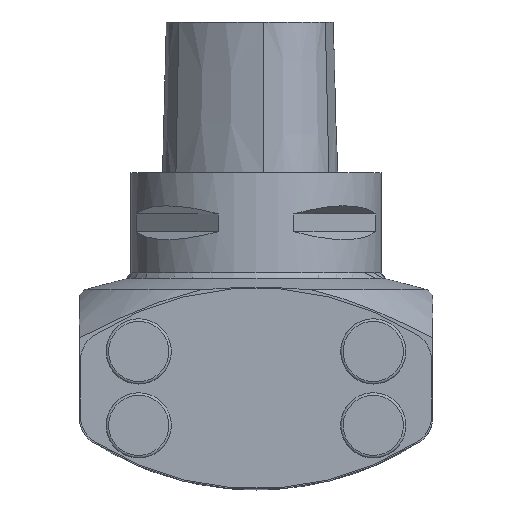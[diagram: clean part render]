
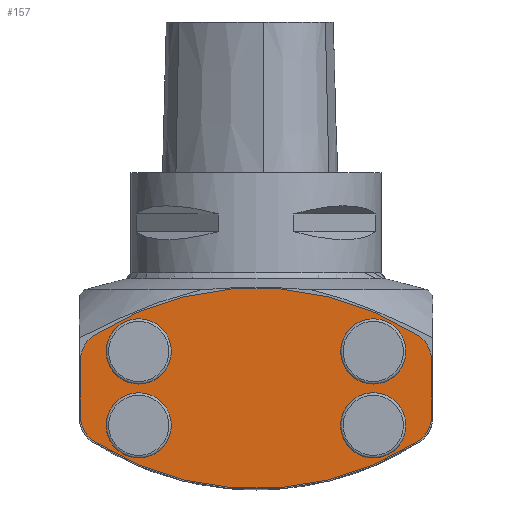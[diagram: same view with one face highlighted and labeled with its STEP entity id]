
A CAD part, left-side view. The second image highlights one B-rep face of the part: STEP entity #157.
In plain terms, the highlighted planar face has unit normal (-1, 0, 0).
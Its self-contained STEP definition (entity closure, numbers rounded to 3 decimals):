
#157=ADVANCED_FACE('',(#353,#354,#355,#356,#357),#226,.T.);
#226=PLANE('',#1121);
#257=LINE('',#1594,#305);
#258=LINE('',#1602,#306);
#305=VECTOR('',#1268,1.);
#306=VECTOR('',#1275,1.);
#353=FACE_BOUND('',#400,.T.);
#354=FACE_BOUND('',#401,.T.);
#355=FACE_BOUND('',#402,.T.);
#356=FACE_BOUND('',#403,.T.);
#357=FACE_BOUND('',#404,.T.);
#400=EDGE_LOOP('',(#496));
#401=EDGE_LOOP('',(#497));
#402=EDGE_LOOP('',(#498));
#403=EDGE_LOOP('',(#499));
#404=EDGE_LOOP('',(#500,#501,#502,#503,#504,#505,#506,#507));
#496=ORIENTED_EDGE('',*,*,#879,.F.);
#497=ORIENTED_EDGE('',*,*,#880,.F.);
#498=ORIENTED_EDGE('',*,*,#881,.F.);
#499=ORIENTED_EDGE('',*,*,#882,.F.);
#500=ORIENTED_EDGE('',*,*,#883,.T.);
#501=ORIENTED_EDGE('',*,*,#884,.T.);
#502=ORIENTED_EDGE('',*,*,#885,.T.);
#503=ORIENTED_EDGE('',*,*,#886,.T.);
#504=ORIENTED_EDGE('',*,*,#887,.T.);
#505=ORIENTED_EDGE('',*,*,#888,.T.);
#506=ORIENTED_EDGE('',*,*,#889,.T.);
#507=ORIENTED_EDGE('',*,*,#890,.T.);
#778=VERTEX_POINT('',#1580);
#779=VERTEX_POINT('',#1582);
#780=VERTEX_POINT('',#1584);
#781=VERTEX_POINT('',#1586);
#782=VERTEX_POINT('',#1588);
#783=VERTEX_POINT('',#1589);
#784=VERTEX_POINT('',#1591);
#785=VERTEX_POINT('',#1593);
#786=VERTEX_POINT('',#1595);
#787=VERTEX_POINT('',#1597);
#788=VERTEX_POINT('',#1599);
#789=VERTEX_POINT('',#1601);
#879=EDGE_CURVE('',#778,#778,#1020,.T.);
#880=EDGE_CURVE('',#779,#779,#1021,.T.);
#881=EDGE_CURVE('',#780,#780,#1022,.T.);
#882=EDGE_CURVE('',#781,#781,#1023,.T.);
#883=EDGE_CURVE('',#782,#783,#1024,.T.);
#884=EDGE_CURVE('',#783,#784,#1025,.T.);
#885=EDGE_CURVE('',#784,#785,#1026,.T.);
#886=EDGE_CURVE('',#785,#786,#257,.T.);
#887=EDGE_CURVE('',#786,#787,#1027,.T.);
#888=EDGE_CURVE('',#787,#788,#1028,.T.);
#889=EDGE_CURVE('',#788,#789,#1029,.T.);
#890=EDGE_CURVE('',#789,#782,#258,.T.);
#1020=CIRCLE('',#1111,4.);
#1021=CIRCLE('',#1112,4.);
#1022=CIRCLE('',#1113,4.);
#1023=CIRCLE('',#1114,4.);
#1024=CIRCLE('',#1115,6.);
#1025=CIRCLE('',#1116,60.);
#1026=CIRCLE('',#1117,6.);
#1027=CIRCLE('',#1118,6.);
#1028=CIRCLE('',#1119,60.);
#1029=CIRCLE('',#1120,6.);
#1111=AXIS2_PLACEMENT_3D('',#1579,#1254,#1255);
#1112=AXIS2_PLACEMENT_3D('',#1581,#1256,#1257);
#1113=AXIS2_PLACEMENT_3D('',#1583,#1258,#1259);
#1114=AXIS2_PLACEMENT_3D('',#1585,#1260,#1261);
#1115=AXIS2_PLACEMENT_3D('',#1587,#1262,#1263);
#1116=AXIS2_PLACEMENT_3D('',#1590,#1264,#1265);
#1117=AXIS2_PLACEMENT_3D('',#1592,#1266,#1267);
#1118=AXIS2_PLACEMENT_3D('',#1596,#1269,#1270);
#1119=AXIS2_PLACEMENT_3D('',#1598,#1271,#1272);
#1120=AXIS2_PLACEMENT_3D('',#1600,#1273,#1274);
#1121=AXIS2_PLACEMENT_3D('',#1603,#1276,#1277);
#1254=DIRECTION('',(-1.,0.,0.));
#1255=DIRECTION('',(0.,0.,1.));
#1256=DIRECTION('',(-1.,0.,0.));
#1257=DIRECTION('',(0.,0.,1.));
#1258=DIRECTION('',(-1.,0.,0.));
#1259=DIRECTION('',(0.,0.,1.));
#1260=DIRECTION('',(-1.,0.,0.));
#1261=DIRECTION('',(0.,0.,1.));
#1262=DIRECTION('',(-1.,0.,0.));
#1263=DIRECTION('',(0.,0.,-1.));
#1264=DIRECTION('',(-1.,0.,0.));
#1265=DIRECTION('',(0.,0.,-1.));
#1266=DIRECTION('',(-1.,0.,0.));
#1267=DIRECTION('',(0.,0.,-1.));
#1268=DIRECTION('',(0.,0.,1.));
#1269=DIRECTION('',(-1.,0.,0.));
#1270=DIRECTION('',(0.,0.,-1.));
#1271=DIRECTION('',(-1.,0.,0.));
#1272=DIRECTION('',(0.,0.,-1.));
#1273=DIRECTION('',(-1.,0.,0.));
#1274=DIRECTION('',(0.,0.,-1.));
#1275=DIRECTION('',(0.,0.,-1.));
#1276=DIRECTION('',(-1.,0.,0.));
#1277=DIRECTION('',(0.,0.,-1.));
#1579=CARTESIAN_POINT('',(-33.,-23.366,-50.367));
#1580=CARTESIAN_POINT('',(-33.,-23.366,-46.367));
#1581=CARTESIAN_POINT('',(-33.,-23.366,-35.633));
#1582=CARTESIAN_POINT('',(-33.,-23.366,-31.633));
#1583=CARTESIAN_POINT('',(-33.,23.366,-50.367));
#1584=CARTESIAN_POINT('',(-33.,23.366,-46.367));
#1585=CARTESIAN_POINT('',(-33.,23.366,-35.633));
#1586=CARTESIAN_POINT('',(-33.,23.366,-31.633));
#1587=CARTESIAN_POINT('',(-33.,29.,-48.552));
#1588=CARTESIAN_POINT('',(-33.,35.,-48.552));
#1589=CARTESIAN_POINT('',(-33.,32.222,-53.614));
#1590=CARTESIAN_POINT('',(-33.,0.,-3.));
#1591=CARTESIAN_POINT('',(-33.,-32.222,-53.614));
#1592=CARTESIAN_POINT('',(-33.,-29.,-48.552));
#1593=CARTESIAN_POINT('',(-33.,-35.,-48.552));
#1594=CARTESIAN_POINT('',(-33.,-35.,-43.063));
#1595=CARTESIAN_POINT('',(-33.,-35.,-37.448));
#1596=CARTESIAN_POINT('',(-33.,-29.,-37.448));
#1597=CARTESIAN_POINT('',(-33.,-32.222,-32.386));
#1598=CARTESIAN_POINT('',(-33.,0.,-83.));
#1599=CARTESIAN_POINT('',(-33.,32.222,-32.386));
#1600=CARTESIAN_POINT('',(-33.,29.,-37.448));
#1601=CARTESIAN_POINT('',(-33.,35.,-37.448));
#1602=CARTESIAN_POINT('',(-33.,35.,-43.063));
#1603=CARTESIAN_POINT('',(-33.,0.,-43.063));
